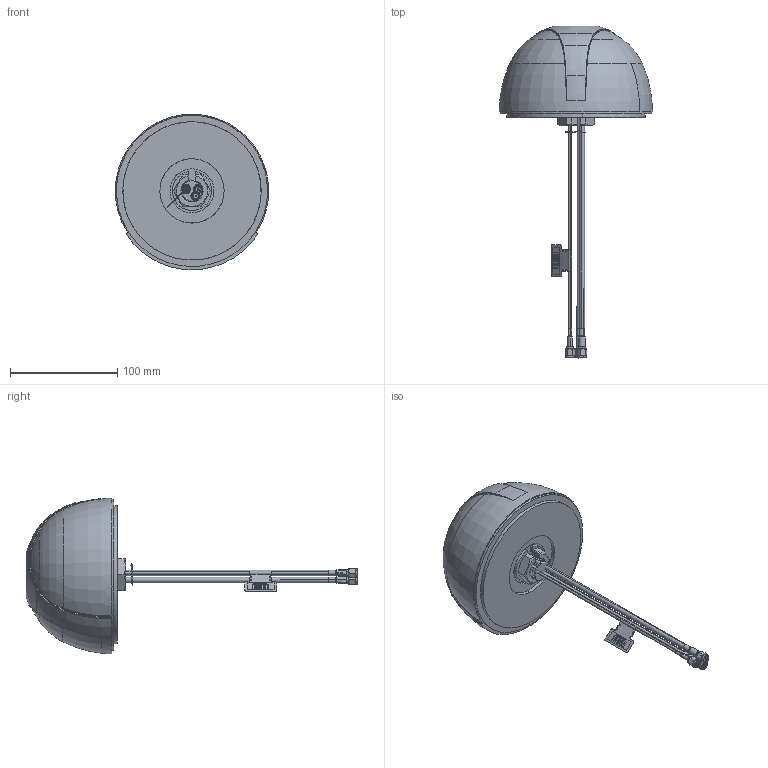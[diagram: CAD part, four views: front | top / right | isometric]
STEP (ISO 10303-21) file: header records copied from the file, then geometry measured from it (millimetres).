
FILE_DESCRIPTION (( 'STEP AP214' ), '1' );
FILE_NAME ('MA700.A.ABC.001_web.STEP', '2022-03-25T09:26:38', ( '' ), ( '' ), 'SwSTEP 2.0', 'SolidWorks 2018', '' );
FILE_SCHEMA (( 'AUTOMOTIVE_DESIGN' ));
Length unit declared in the file: millimetre
Products named in the file (1): MA700.A.ABC.001_web
Bounding box: 143.18 x 309.75 x 145.14 mm (x, y, z)
Surface area: 116234 mm2 (no closed solid volume)
Topology: 0 solids, 34 shells, 254 faces, 963 edges, 736 vertices
Faces by surface type: cylinder 74, plane 69, bspline 46, torus 40, cone 25
Entity records: 24919 total; most frequent: CARTESIAN_POINT 16301, ORIENTED_EDGE 1469, EDGE_CURVE 952, B_SPLINE_CURVE_WITH_KNOTS 902, VERTEX_POINT 736, DIRECTION 448, EDGE_LOOP 297, ADVANCED_FACE 252
